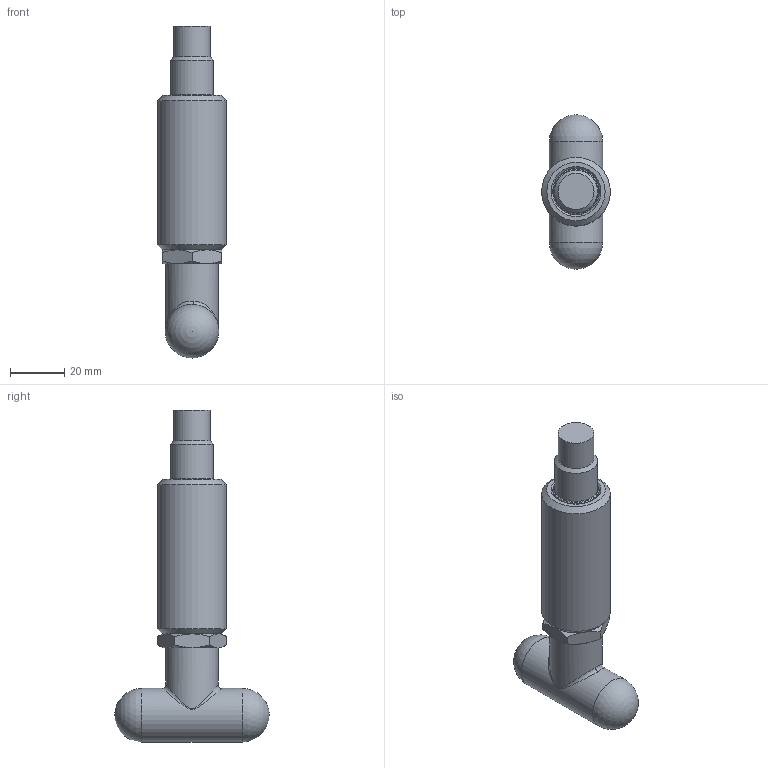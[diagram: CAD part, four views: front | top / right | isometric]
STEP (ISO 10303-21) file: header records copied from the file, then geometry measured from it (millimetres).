
FILE_DESCRIPTION(/* description */ (''),/* implementation_level */ '2;1');
FILE_NAME(/* name */ '90222A802_Steel Weld-Mount Retractable Spring Plunger v2.step',/* time_stamp */ '2025-04-28T11:45:27-04:00',/* author */ (''),/* organization */ (''),/* preprocessor_version */ 'ST-DEVELOPER v20.1',/* originating_system */ 'Autodesk Translation Framework v14.4.0.0',/* authorisation */ '');
FILE_SCHEMA (('AUTOMOTIVE_DESIGN { 1 0 10303 214 3 1 1 }'));
Length unit declared in the file: inch
Products named in the file (1): 90222A802_Steel Weld-Mount Retractable Spring Plunger
Bounding box: 25.4 x 57.15 x 122.86 mm (x, y, z)
Volume: 48596.3 mm3; surface area: 19944.4 mm2
Topology: 4 solids, 4 shells, 113 faces, 291 edges, 189 vertices
Faces by surface type: cylinder 58, cone 23, plane 18, bspline 10, torus 2, sphere 2
Full cylindrical faces by diameter (mm): 7.463 x16, 9.525 x15, 13.335 x1, 15.24 x2, 15.75 x4, 15.875 x1, 17.145 x1, 17.196 x1, 19.05 x2, 19.304 x1, 19.812 x1, 25.4 x1
Entity records: 8514 total; most frequent: CARTESIAN_POINT 6054, ORIENTED_EDGE 578, DIRECTION 430, EDGE_CURVE 289, VERTEX_POINT 189, AXIS2_PLACEMENT_3D 181, EDGE_LOOP 122, FACE_OUTER_BOUND 113
